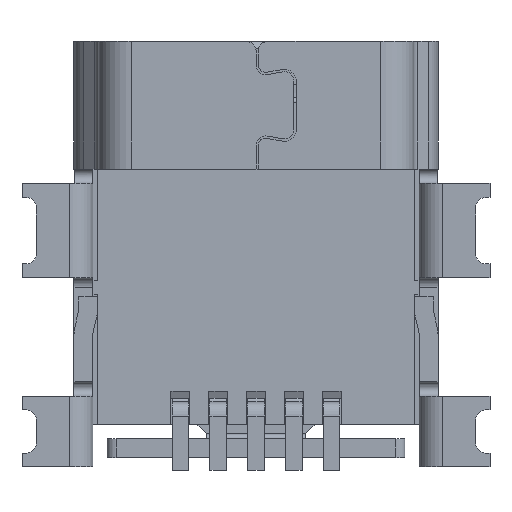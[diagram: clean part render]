
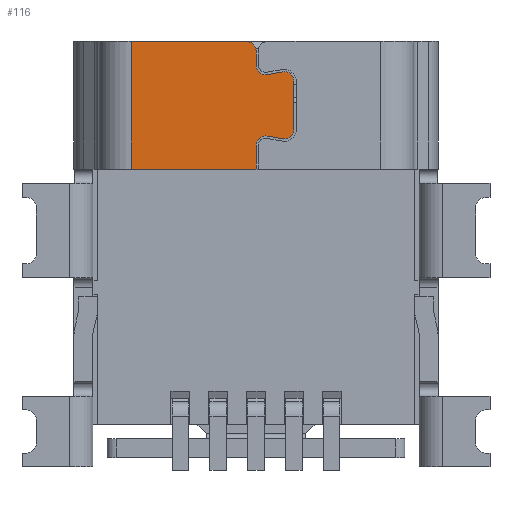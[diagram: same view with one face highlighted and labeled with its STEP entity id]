
A CAD part, front view. The second image highlights one B-rep face of the part: STEP entity #116.
In plain terms, the highlighted planar face has unit normal (0, -1, 0).
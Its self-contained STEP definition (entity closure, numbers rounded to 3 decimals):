
#116 = ADVANCED_FACE ( 'NONE', ( #1559 ), #7526, .T. ) ;
#312 = AXIS2_PLACEMENT_3D ( 'NONE', #4219, #4220, #4221 ) ;
#315 = AXIS2_PLACEMENT_3D ( 'NONE', #4222, #4226, #4227 ) ;
#326 = AXIS2_PLACEMENT_3D ( 'NONE', #4228, #4232, #4233 ) ;
#327 = AXIS2_PLACEMENT_3D ( 'NONE', #4234, #4238, #4239 ) ;
#330 = VECTOR ( 'NONE', #4225, 1000. ) ;
#332 = VECTOR ( 'NONE', #4231, 1000. ) ;
#335 = VECTOR ( 'NONE', #4237, 1000. ) ;
#337 = VECTOR ( 'NONE', #4243, 1000. ) ;
#339 = VECTOR ( 'NONE', #4246, 1000. ) ;
#340 = AXIS2_PLACEMENT_3D ( 'NONE', #4240, #4256, #4257 ) ;
#342 = VECTOR ( 'NONE', #4249, 1000. ) ;
#345 = VECTOR ( 'NONE', #4252, 1000. ) ;
#346 = VECTOR ( 'NONE', #4255, 1000. ) ;
#735 = AXIS2_PLACEMENT_3D ( 'NONE', #15533, #15540, #15541 ) ;
#741 = AXIS2_PLACEMENT_3D ( 'NONE', #15545, #15552, #15553 ) ;
#1553 = AXIS2_PLACEMENT_3D ( 'NONE', #7525, #7524, #7523 ) ;
#1559 = FACE_OUTER_BOUND ( 'NONE', #6337, .T. ) ;
#3339 = CARTESIAN_POINT ( 'NONE',  ( 0.565, -1.95, -2.059 ) ) ;
#3368 = CARTESIAN_POINT ( 'NONE',  ( 0., -1.95, -0.503 ) ) ;
#3400 = CARTESIAN_POINT ( 'NONE',  ( 0., -1.95, -2.197 ) ) ;
#3419 = CARTESIAN_POINT ( 'NONE',  ( 0., -1.95, -0.2 ) ) ;
#3428 = CARTESIAN_POINT ( 'NONE',  ( -2.635, -1.95, -2.7 ) ) ;
#3467 = CARTESIAN_POINT ( 'NONE',  ( 0.235, -1.95, -0.7 ) ) ;
#3479 = CARTESIAN_POINT ( 'NONE',  ( -0.2, -1.95, 0. ) ) ;
#4219 = CARTESIAN_POINT ( 'NONE',  ( 0.2, -1.95, -0.503 ) ) ;
#4220 = DIRECTION ( 'NONE',  ( 0., -1., 0. ) ) ;
#4221 = DIRECTION ( 'NONE',  ( 0., 0., -1. ) ) ;
#4222 = CARTESIAN_POINT ( 'NONE',  ( 0.6, -1.95, -0.838 ) ) ;
#4223 = LINE ( 'NONE', #4224, #330 ) ;
#4224 = CARTESIAN_POINT ( 'NONE',  ( 0.235, -1.95, -0.7 ) ) ;
#4225 = DIRECTION ( 'NONE',  ( 0.985, 0., 0.174 ) ) ;
#4226 = DIRECTION ( 'NONE',  ( 0., 1., 0. ) ) ;
#4227 = DIRECTION ( 'NONE',  ( 0., 0., 1. ) ) ;
#4228 = CARTESIAN_POINT ( 'NONE',  ( 0.6, -1.95, -1.862 ) ) ;
#4229 = LINE ( 'NONE', #4230, #332 ) ;
#4230 = CARTESIAN_POINT ( 'NONE',  ( 0.8, -1.95, -0.838 ) ) ;
#4231 = DIRECTION ( 'NONE',  ( 0., 0., -1. ) ) ;
#4232 = DIRECTION ( 'NONE',  ( 0., 1., 0. ) ) ;
#4233 = DIRECTION ( 'NONE',  ( 0., 0., 1. ) ) ;
#4234 = CARTESIAN_POINT ( 'NONE',  ( 0.2, -1.95, -2.197 ) ) ;
#4235 = LINE ( 'NONE', #4236, #335 ) ;
#4236 = CARTESIAN_POINT ( 'NONE',  ( 0.565, -1.95, -2.059 ) ) ;
#4237 = DIRECTION ( 'NONE',  ( -0.985, 0., 0.174 ) ) ;
#4238 = DIRECTION ( 'NONE',  ( 0., -1., 0. ) ) ;
#4239 = DIRECTION ( 'NONE',  ( 0., 0., -1. ) ) ;
#4240 = CARTESIAN_POINT ( 'NONE',  ( -0.2, -1.95, -0.2 ) ) ;
#4241 = LINE ( 'NONE', #4242, #337 ) ;
#4242 = CARTESIAN_POINT ( 'NONE',  ( 0., -1.95, -2.197 ) ) ;
#4243 = DIRECTION ( 'NONE',  ( 0., 0., -1. ) ) ;
#4244 = LINE ( 'NONE', #4245, #339 ) ;
#4245 = CARTESIAN_POINT ( 'NONE',  ( 3.85, -1.95, -2.7 ) ) ;
#4246 = DIRECTION ( 'NONE',  ( -1., 0., 0. ) ) ;
#4247 = LINE ( 'NONE', #4248, #342 ) ;
#4248 = CARTESIAN_POINT ( 'NONE',  ( -2.635, -1.95, -3. ) ) ;
#4249 = DIRECTION ( 'NONE',  ( 0., 0., 1. ) ) ;
#4250 = LINE ( 'NONE', #4251, #345 ) ;
#4251 = CARTESIAN_POINT ( 'NONE',  ( 3.15, -1.95, 0. ) ) ;
#4252 = DIRECTION ( 'NONE',  ( 1., 0., 0. ) ) ;
#4253 = LINE ( 'NONE', #4254, #346 ) ;
#4254 = CARTESIAN_POINT ( 'NONE',  ( 0., -1.95, 0. ) ) ;
#4255 = DIRECTION ( 'NONE',  ( 0., 0., -1. ) ) ;
#4256 = DIRECTION ( 'NONE',  ( 0., -1., 0. ) ) ;
#4257 = DIRECTION ( 'NONE',  ( 0., 0., -1. ) ) ;
#5809 = CIRCLE ( 'NONE', #312, 0.2 ) ;
#5810 = CIRCLE ( 'NONE', #315, 0.2 ) ;
#5811 = CIRCLE ( 'NONE', #326, 0.2 ) ;
#5812 = CIRCLE ( 'NONE', #327, 0.2 ) ;
#5813 = CIRCLE ( 'NONE', #340, 0.2 ) ;
#5862 = CIRCLE ( 'NONE', #735, 0.2 ) ;
#5866 = CIRCLE ( 'NONE', #741, 0.2 ) ;
#6040 = VERTEX_POINT ( 'NONE', #3339 ) ;
#6069 = VERTEX_POINT ( 'NONE', #3368 ) ;
#6101 = VERTEX_POINT ( 'NONE', #3400 ) ;
#6120 = VERTEX_POINT ( 'NONE', #3419 ) ;
#6129 = VERTEX_POINT ( 'NONE', #3428 ) ;
#6168 = VERTEX_POINT ( 'NONE', #3467 ) ;
#6180 = VERTEX_POINT ( 'NONE', #3479 ) ;
#6337 = EDGE_LOOP ( 'NONE', ( #9666, #8732, #9665, #8734, #8735, #9638, #9636, #8771, #8773, #9663, #9660, #9661, #9658, #9656, #9653 ) ) ;
#7523 = DIRECTION ( 'NONE',  ( 0., 0., -1. ) ) ;
#7524 = DIRECTION ( 'NONE',  ( 0., -1., 0. ) ) ;
#7525 = CARTESIAN_POINT ( 'NONE',  ( 3.15, -1.95, -3. ) ) ;
#7526 = PLANE ( 'NONE',  #1553 ) ;
#8580 = EDGE_CURVE ( 'NONE', #6069, #14208, #5809, .T. ) ;
#8581 = EDGE_CURVE ( 'NONE', #6168, #14661, #4223, .T. ) ;
#8582 = EDGE_CURVE ( 'NONE', #14661, #14128, #5810, .T. ) ;
#8583 = EDGE_CURVE ( 'NONE', #14128, #14686, #4229, .T. ) ;
#8584 = EDGE_CURVE ( 'NONE', #14686, #14510, #5811, .T. ) ;
#8585 = EDGE_CURVE ( 'NONE', #6040, #14300, #4235, .T. ) ;
#8586 = EDGE_CURVE ( 'NONE', #14300, #6101, #5812, .T. ) ;
#8587 = EDGE_CURVE ( 'NONE', #6101, #14290, #4241, .T. ) ;
#8588 = EDGE_CURVE ( 'NONE', #14290, #6129, #4244, .T. ) ;
#8589 = EDGE_CURVE ( 'NONE', #6129, #14512, #4247, .T. ) ;
#8590 = EDGE_CURVE ( 'NONE', #14512, #6180, #4250, .T. ) ;
#8591 = EDGE_CURVE ( 'NONE', #6120, #6069, #4253, .T. ) ;
#8592 = EDGE_CURVE ( 'NONE', #6120, #6180, #5813, .T. ) ;
#8732 = ORIENTED_EDGE ( 'NONE', *, *, #8592, .T. ) ;
#8734 = ORIENTED_EDGE ( 'NONE', *, *, #8589, .F. ) ;
#8735 = ORIENTED_EDGE ( 'NONE', *, *, #8588, .F. ) ;
#8771 = ORIENTED_EDGE ( 'NONE', *, *, #8585, .F. ) ;
#8773 = ORIENTED_EDGE ( 'NONE', *, *, #8929, .F. ) ;
#8919 = EDGE_CURVE ( 'NONE', #14208, #6168, #5862, .T. ) ;
#8929 = EDGE_CURVE ( 'NONE', #14510, #6040, #5866, .T. ) ;
#9636 = ORIENTED_EDGE ( 'NONE', *, *, #8586, .F. ) ;
#9638 = ORIENTED_EDGE ( 'NONE', *, *, #8587, .F. ) ;
#9653 = ORIENTED_EDGE ( 'NONE', *, *, #8580, .F. ) ;
#9656 = ORIENTED_EDGE ( 'NONE', *, *, #8919, .F. ) ;
#9658 = ORIENTED_EDGE ( 'NONE', *, *, #8581, .F. ) ;
#9660 = ORIENTED_EDGE ( 'NONE', *, *, #8583, .F. ) ;
#9661 = ORIENTED_EDGE ( 'NONE', *, *, #8582, .F. ) ;
#9663 = ORIENTED_EDGE ( 'NONE', *, *, #8584, .F. ) ;
#9665 = ORIENTED_EDGE ( 'NONE', *, *, #8590, .F. ) ;
#9666 = ORIENTED_EDGE ( 'NONE', *, *, #8591, .F. ) ;
#14128 = VERTEX_POINT ( 'NONE', #16630 ) ;
#14208 = VERTEX_POINT ( 'NONE', #16636 ) ;
#14290 = VERTEX_POINT ( 'NONE', #16664 ) ;
#14300 = VERTEX_POINT ( 'NONE', #16674 ) ;
#14510 = VERTEX_POINT ( 'NONE', #16884 ) ;
#14512 = VERTEX_POINT ( 'NONE', #16886 ) ;
#14661 = VERTEX_POINT ( 'NONE', #17035 ) ;
#14686 = VERTEX_POINT ( 'NONE', #17060 ) ;
#15533 = CARTESIAN_POINT ( 'NONE',  ( 0.2, -1.95, -0.503 ) ) ;
#15540 = DIRECTION ( 'NONE',  ( 0., -1., 0. ) ) ;
#15541 = DIRECTION ( 'NONE',  ( 0., 0., -1. ) ) ;
#15545 = CARTESIAN_POINT ( 'NONE',  ( 0.6, -1.95, -1.862 ) ) ;
#15552 = DIRECTION ( 'NONE',  ( 0., 1., 0. ) ) ;
#15553 = DIRECTION ( 'NONE',  ( 0., 0., 1. ) ) ;
#16630 = CARTESIAN_POINT ( 'NONE',  ( 0.8, -1.95, -0.838 ) ) ;
#16636 = CARTESIAN_POINT ( 'NONE',  ( 0.2, -1.95, -0.703 ) ) ;
#16664 = CARTESIAN_POINT ( 'NONE',  ( 0., -1.95, -2.7 ) ) ;
#16674 = CARTESIAN_POINT ( 'NONE',  ( 0.235, -1.95, -2. ) ) ;
#16884 = CARTESIAN_POINT ( 'NONE',  ( 0.6, -1.95, -2.062 ) ) ;
#16886 = CARTESIAN_POINT ( 'NONE',  ( -2.635, -1.95, 0. ) ) ;
#17035 = CARTESIAN_POINT ( 'NONE',  ( 0.565, -1.95, -0.641 ) ) ;
#17060 = CARTESIAN_POINT ( 'NONE',  ( 0.8, -1.95, -1.862 ) ) ;
